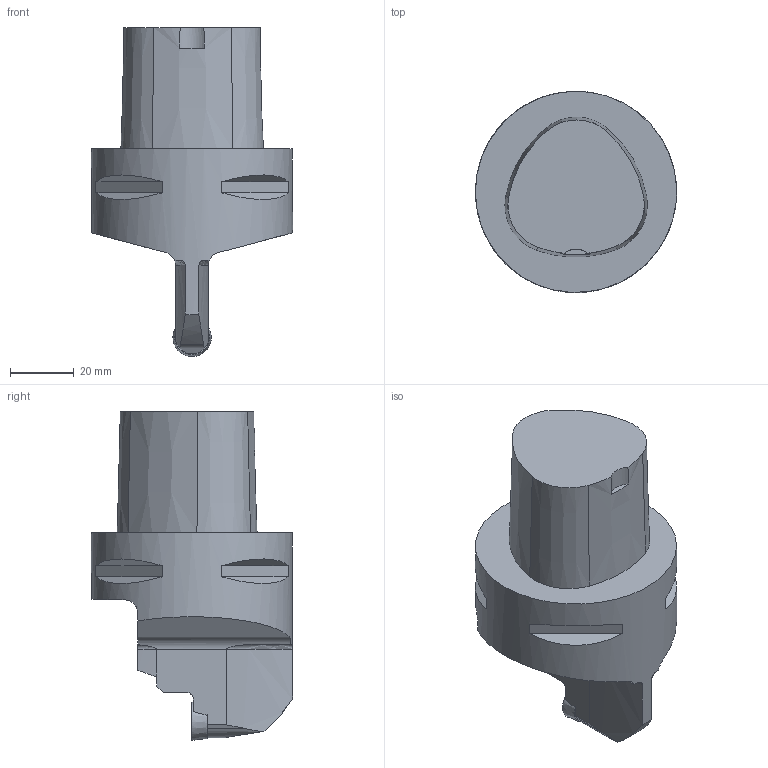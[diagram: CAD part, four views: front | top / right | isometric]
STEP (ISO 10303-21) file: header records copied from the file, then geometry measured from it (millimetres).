
FILE_DESCRIPTION(/* description */ (''),/* implementation_level */ '2;1');
FILE_NAME(/* name */ '1527848866817.stp',/* time_stamp */ '2018-06-01T12:27:53+02:00',/* author */ (''),/* organization */ ('SMS'),/* preprocessor_version */ 'ST-DEVELOPER v15',/* originating_system */ 'SIEMENS PLM Software NX 8.5',/* authorisation */ '');
FILE_SCHEMA (('AUTOMOTIVE_DESIGN { 1 0 10303 214 3 1 1 1 }'));
Length unit declared in the file: millimetre
Products named in the file (4): IsoTurningInsert; ASSEMBLY_CONSTRUCTION; 201681230mod000_00; 201681223mod000_00
Assembly tree (3 placements, depth 2):
  201681223mod000_00
    201681230mod000_00
    ASSEMBLY_CONSTRUCTION
    IsoTurningInsert
Bounding box: 62.97 x 62.99 x 103 mm (x, y, z)
Volume: 154504.2 mm3; surface area: 20135.4 mm2
Topology: 2 solids, 2 shells, 61 faces, 156 edges, 109 vertices
Faces by surface type: plane 34, cylinder 14, cone 9, torus 4
Full cylindrical faces by diameter (mm): 4.2 x1, 63 x1
Entity records: 2222 total; most frequent: CARTESIAN_POINT 602, DIRECTION 318, ORIENTED_EDGE 292, EDGE_CURVE 146, AXIS2_PLACEMENT_3D 125, VERTEX_POINT 98, EDGE_LOOP 72, LINE 68
